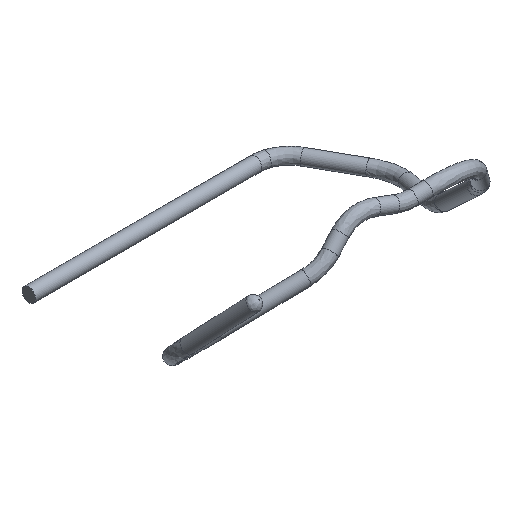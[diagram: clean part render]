
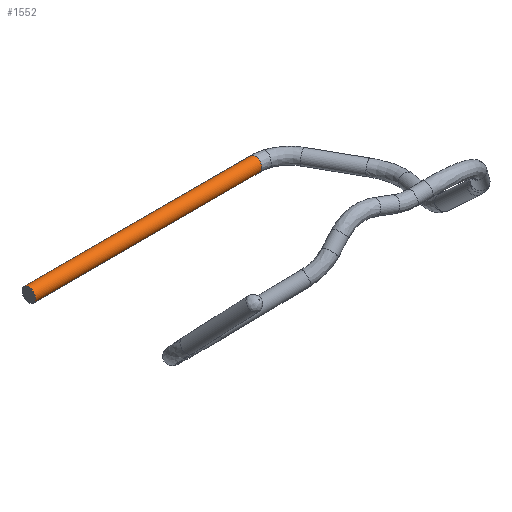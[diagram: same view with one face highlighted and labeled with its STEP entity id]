
A CAD part, isometric view. The second image highlights one B-rep face of the part: STEP entity #1552.
In plain terms, the highlighted cylindrical face has radius 3.5 mm (diameter 7 mm), a full revolution.
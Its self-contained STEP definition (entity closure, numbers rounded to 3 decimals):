
#481=CARTESIAN_POINT('',(118.04,3.5,0.));
#482=VERTEX_POINT('',#481);
#490=CARTESIAN_POINT('',(118.04,3.465,0.494));
#491=VERTEX_POINT('',#490);
#492=CARTESIAN_POINT('',(118.04,0.,0.));
#493=DIRECTION('',(-1.0,0.0,0.0));
#494=DIRECTION('',(0.0,-0.99,-0.141));
#495=AXIS2_PLACEMENT_3D('',#492,#493,#494);
#496=CIRCLE('',#495,3.5);
#497=EDGE_CURVE('',#491,#482,#496,.T.);
#499=CARTESIAN_POINT('',(118.04,-3.465,-0.494));
#500=VERTEX_POINT('',#499);
#501=CARTESIAN_POINT('',(118.04,0.,0.));
#502=DIRECTION('',(-1.0,0.0,0.0));
#503=DIRECTION('',(0.0,-0.99,-0.141));
#504=AXIS2_PLACEMENT_3D('',#501,#502,#503);
#505=CIRCLE('',#504,3.5);
#506=EDGE_CURVE('',#500,#491,#505,.T.);
#508=CARTESIAN_POINT('',(118.04,0.,-3.5));
#509=VERTEX_POINT('',#508);
#510=CARTESIAN_POINT('',(118.04,0.,0.));
#511=DIRECTION('',(-1.0,0.0,0.0));
#512=DIRECTION('',(0.0,-0.99,-0.141));
#513=AXIS2_PLACEMENT_3D('',#510,#511,#512);
#514=CIRCLE('',#513,3.5);
#515=EDGE_CURVE('',#509,#500,#514,.T.);
#517=CARTESIAN_POINT('',(118.04,0.,0.));
#518=DIRECTION('',(-1.0,0.0,0.0));
#519=DIRECTION('',(0.0,-0.99,-0.141));
#520=AXIS2_PLACEMENT_3D('',#517,#518,#519);
#521=CIRCLE('',#520,3.5);
#522=EDGE_CURVE('',#482,#509,#521,.T.);
#1516=CARTESIAN_POINT('',(118.04,0.,0.));
#1517=DIRECTION('',(-1.0,0.0,0.0));
#1518=DIRECTION('',(0.0,0.0,-1.0));
#1519=AXIS2_PLACEMENT_3D('',#1516,#1517,#1518);
#1520=CYLINDRICAL_SURFACE('',#1519,3.5);
#1521=CARTESIAN_POINT('',(0.,0.,-3.5));
#1522=VERTEX_POINT('',#1521);
#1523=CARTESIAN_POINT('',(0.,0.,-3.5));
#1524=DIRECTION('',(1.0,0.0,0.0));
#1525=VECTOR('',#1524,118.04);
#1526=LINE('',#1523,#1525);
#1527=EDGE_CURVE('',#1522,#509,#1526,.T.);
#1528=ORIENTED_EDGE('',*,*,#1527,.T.);
#1529=ORIENTED_EDGE('',*,*,#515,.T.);
#1530=ORIENTED_EDGE('',*,*,#506,.T.);
#1531=ORIENTED_EDGE('',*,*,#497,.T.);
#1532=ORIENTED_EDGE('',*,*,#522,.T.);
#1533=ORIENTED_EDGE('',*,*,#1527,.F.);
#1534=CARTESIAN_POINT('',(0.,0.,3.5));
#1535=VERTEX_POINT('',#1534);
#1536=CARTESIAN_POINT('',(0.,0.,0.));
#1537=DIRECTION('',(-1.0,0.0,0.0));
#1538=DIRECTION('',(0.0,0.0,-1.0));
#1539=AXIS2_PLACEMENT_3D('',#1536,#1537,#1538);
#1540=CIRCLE('',#1539,3.5);
#1541=EDGE_CURVE('',#1535,#1522,#1540,.T.);
#1542=ORIENTED_EDGE('',*,*,#1541,.F.);
#1543=CARTESIAN_POINT('',(0.,0.,0.));
#1544=DIRECTION('',(-1.0,0.0,0.0));
#1545=DIRECTION('',(0.0,0.0,-1.0));
#1546=AXIS2_PLACEMENT_3D('',#1543,#1544,#1545);
#1547=CIRCLE('',#1546,3.5);
#1548=EDGE_CURVE('',#1522,#1535,#1547,.T.);
#1549=ORIENTED_EDGE('',*,*,#1548,.F.);
#1550=EDGE_LOOP('',(#1528,#1529,#1530,#1531,#1532,#1533,#1542,#1549));
#1551=FACE_OUTER_BOUND('',#1550,.T.);
#1552=ADVANCED_FACE('',(#1551),#1520,.T.);
